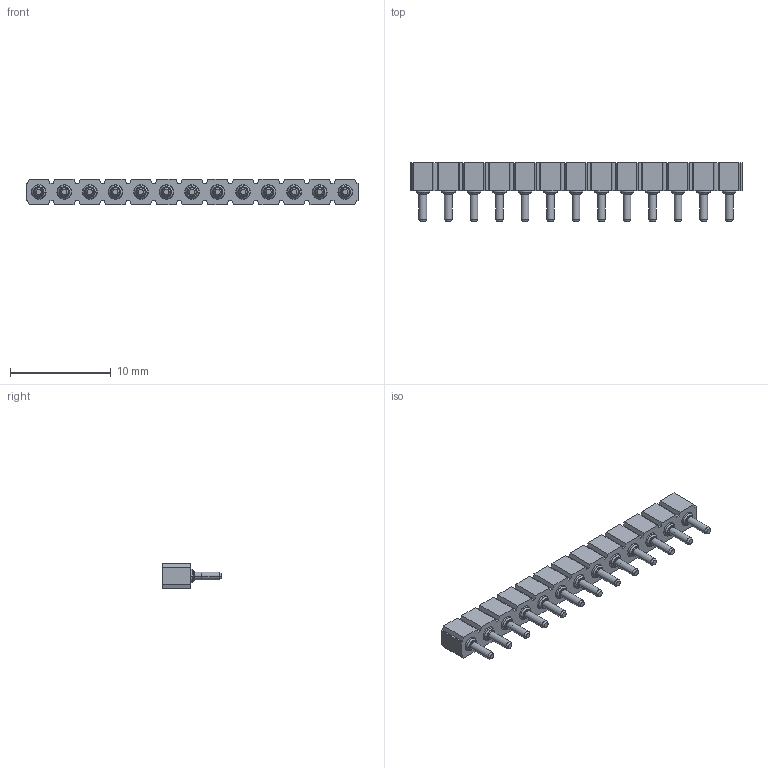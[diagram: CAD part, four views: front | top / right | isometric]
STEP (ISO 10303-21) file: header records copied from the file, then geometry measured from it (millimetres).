
FILE_DESCRIPTION (( 'STEP AP214' ), '1' );
FILE_NAME ('mill-max-315-43-113-41-001000.STEP', '2023-10-15T11:20:24', ( '' ), ( '' ), 'SwSTEP 2.0', 'SolidWorks 2022', '' );
FILE_SCHEMA (( 'AUTOMOTIVE_DESIGN' ));
Length unit declared in the file: inch
Products named in the file (3): mill-max-315-43-113-41-001000; P3XX-11-010-00-000000_P313-11-010-00-000000; 0501_0501-0-00-80-00-00-03-0
Assembly tree (14 placements, depth 2):
  mill-max-315-43-113-41-001000
    P3XX-11-010-00-000000_P313-11-010-00-000000
    0501_0501-0-00-80-00-00-03-0  x13
Bounding box: 33.02 x 5.84 x 2.54 mm (x, y, z)
Volume: 193.1 mm3; surface area: 998.6 mm2
Topology: 14 solids, 14 shells, 578 faces, 1286 edges, 775 vertices
Faces by surface type: cylinder 208, plane 188, cone 156, torus 26
Entity records: 6596 total; most frequent: DIRECTION 1126, CARTESIAN_POINT 1118, ORIENTED_EDGE 1080, EDGE_CURVE 540, VECTOR 400, LINE 400, AXIS2_PLACEMENT_3D 363, VERTEX_POINT 355
